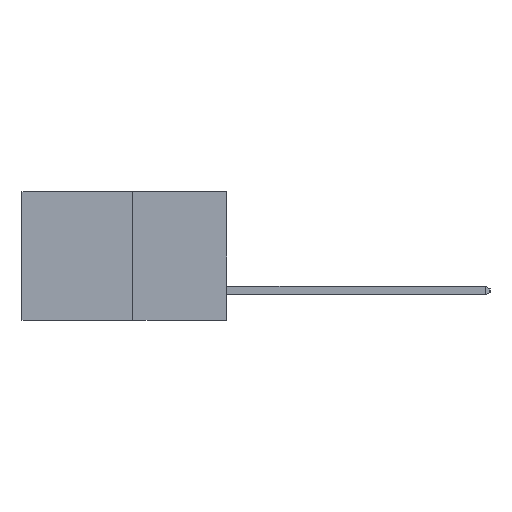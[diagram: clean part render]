
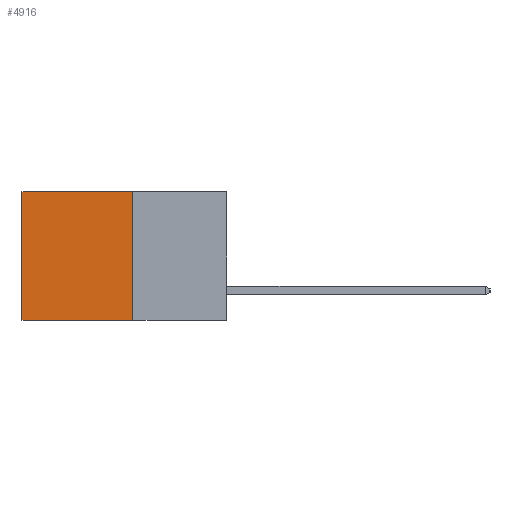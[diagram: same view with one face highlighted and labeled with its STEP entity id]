
A CAD part, left-side view. The second image highlights one B-rep face of the part: STEP entity #4916.
In plain terms, the highlighted planar face has unit normal (-1, 0, 0).
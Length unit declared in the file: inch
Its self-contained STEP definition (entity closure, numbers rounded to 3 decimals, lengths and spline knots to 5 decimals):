
#29 = CARTESIAN_POINT ( 'NONE',  ( 0.277, 0.27, -0.37 ) ) ;
#448 = PLANE ( 'NONE',  #11245 ) ;
#542 = LINE ( 'NONE', #4468, #2664 ) ;
#950 = DIRECTION ( 'NONE',  ( 0., 0., -1. ) ) ;
#965 = DIRECTION ( 'NONE',  ( 1., 0., 0. ) ) ;
#1345 = CARTESIAN_POINT ( 'NONE',  ( 0.277, 0.27, -0.37 ) ) ;
#1386 = FACE_OUTER_BOUND ( 'NONE', #5332, .T. ) ;
#1400 = VERTEX_POINT ( 'NONE', #2621 ) ;
#1730 = ORIENTED_EDGE ( 'NONE', *, *, #7693, .F. ) ;
#2459 = ORIENTED_EDGE ( 'NONE', *, *, #7108, .T. ) ;
#2532 = LINE ( 'NONE', #5489, #7130 ) ;
#2621 = CARTESIAN_POINT ( 'NONE',  ( 0.277, 0.27, -0.37 ) ) ;
#2664 = VECTOR ( 'NONE', #3578, 39.37008 ) ;
#3155 = VERTEX_POINT ( 'NONE', #4972 ) ;
#3578 = DIRECTION ( 'NONE',  ( 0., 1., 0. ) ) ;
#3796 = EDGE_CURVE ( 'NONE', #3155, #1400, #10732, .T. ) ;
#4468 = CARTESIAN_POINT ( 'NONE',  ( 0.277, 0.27, -0.37 ) ) ;
#4853 = CARTESIAN_POINT ( 'NONE',  ( 0.277, 0.59, 0. ) ) ;
#4885 = DIRECTION ( 'NONE',  ( 0., 0., -1. ) ) ;
#4916 = ADVANCED_FACE ( 'NONE', ( #1386 ), #448, .F. ) ;
#4972 = CARTESIAN_POINT ( 'NONE',  ( 0.277, 0.27, 0. ) ) ;
#5332 = EDGE_LOOP ( 'NONE', ( #2459, #1730, #9107, #9717 ) ) ;
#5489 = CARTESIAN_POINT ( 'NONE',  ( 0.277, 0.59, -0.37 ) ) ;
#6371 = CARTESIAN_POINT ( 'NONE',  ( 0.277, 0.59, -0.37 ) ) ;
#6440 = DIRECTION ( 'NONE',  ( 0., 0., -1. ) ) ;
#6913 = VECTOR ( 'NONE', #7934, 39.37008 ) ;
#7000 = CARTESIAN_POINT ( 'NONE',  ( 0.277, 0.27, 0. ) ) ;
#7108 = EDGE_CURVE ( 'NONE', #10552, #9095, #2532, .T. ) ;
#7130 = VECTOR ( 'NONE', #6440, 39.37008 ) ;
#7693 = EDGE_CURVE ( 'NONE', #1400, #9095, #542, .T. ) ;
#7934 = DIRECTION ( 'NONE',  ( 0., 1., 0. ) ) ;
#7989 = VECTOR ( 'NONE', #4885, 39.37008 ) ;
#9095 = VERTEX_POINT ( 'NONE', #6371 ) ;
#9107 = ORIENTED_EDGE ( 'NONE', *, *, #3796, .F. ) ;
#9521 = EDGE_CURVE ( 'NONE', #3155, #10552, #11806, .T. ) ;
#9717 = ORIENTED_EDGE ( 'NONE', *, *, #9521, .T. ) ;
#10552 = VERTEX_POINT ( 'NONE', #4853 ) ;
#10732 = LINE ( 'NONE', #1345, #7989 ) ;
#11245 = AXIS2_PLACEMENT_3D ( 'NONE', #29, #965, #950 ) ;
#11806 = LINE ( 'NONE', #7000, #6913 ) ;
